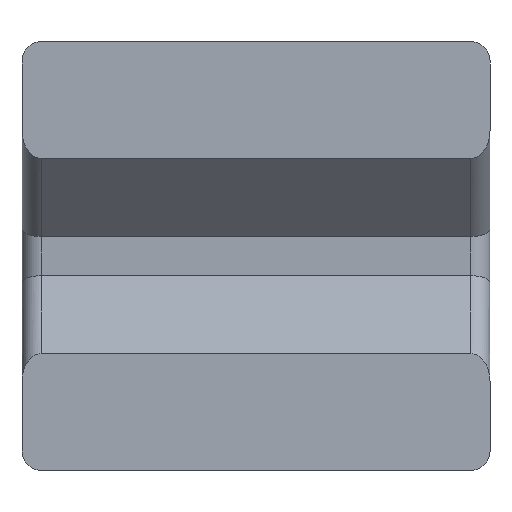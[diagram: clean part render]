
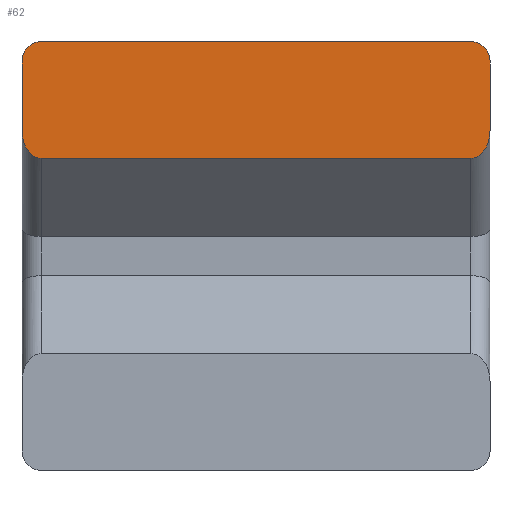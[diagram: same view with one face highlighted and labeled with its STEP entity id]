
A CAD part, top view. The second image highlights one B-rep face of the part: STEP entity #62.
In plain terms, the highlighted planar face has unit normal (0, 0, 1).
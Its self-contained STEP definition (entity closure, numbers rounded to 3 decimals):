
#62=ADVANCED_FACE('',(#198),#200,.T.);
#198=FACE_BOUND('',#199,.T.);
#199=EDGE_LOOP('',(#452,#453,#454,#455,#456,#457,#458,#459));
#200=PLANE('',#201);
#201=AXIS2_PLACEMENT_3D('',#202,#203,#204);
#202=CARTESIAN_POINT('',(12.,5.,6.));
#203=DIRECTION('',(0.,0.,1.));
#204=DIRECTION('',(0.,1.,0.));
#452=ORIENTED_EDGE('',*,*,#627,.F.);
#453=ORIENTED_EDGE('',*,*,#628,.F.);
#454=ORIENTED_EDGE('',*,*,#629,.F.);
#455=ORIENTED_EDGE('',*,*,#630,.F.);
#456=ORIENTED_EDGE('',*,*,#631,.F.);
#457=ORIENTED_EDGE('',*,*,#602,.T.);
#458=ORIENTED_EDGE('',*,*,#632,.F.);
#459=ORIENTED_EDGE('',*,*,#625,.T.);
#602=EDGE_CURVE('',#723,#721,#724,.T.);
#625=EDGE_CURVE('',#762,#760,#763,.T.);
#627=EDGE_CURVE('',#765,#760,#766,.F.);
#628=EDGE_CURVE('',#767,#765,#768,.T.);
#629=EDGE_CURVE('',#769,#767,#770,.F.);
#630=EDGE_CURVE('',#771,#769,#772,.T.);
#631=EDGE_CURVE('',#723,#771,#773,.T.);
#632=EDGE_CURVE('',#762,#721,#774,.F.);
#721=VERTEX_POINT('',#944);
#723=VERTEX_POINT('',#948);
#724=LINE('',#949,#950);
#760=VERTEX_POINT('',#1040);
#762=VERTEX_POINT('',#1044);
#763=LINE('',#1045,#1046);
#765=VERTEX_POINT('',#1051);
#766=CIRCLE('',#1052,1.);
#767=VERTEX_POINT('',#1056);
#768=LINE('',#1057,#1058);
#769=VERTEX_POINT('',#1060);
#770=(BOUNDED_CURVE()B_SPLINE_CURVE(3,
(#1061,#1062,#1063,#1064),
.UNSPECIFIED.,.F.,.F.)B_SPLINE_CURVE_WITH_KNOTS((4,4),
(0.,1.),
.UNSPECIFIED.)CURVE()GEOMETRIC_REPRESENTATION_ITEM()RATIONAL_B_SPLINE_CURVE((1.,
0.805,0.805,1.))REPRESENTATION_ITEM(''));
#771=VERTEX_POINT('',#1065);
#772=LINE('',#1066,#1067);
#773=(BOUNDED_CURVE()B_SPLINE_CURVE(3,
(#1069,#1070,#1071,#1072),
.UNSPECIFIED.,.F.,.F.)B_SPLINE_CURVE_WITH_KNOTS((4,4),
(0.,1.),
.UNSPECIFIED.)CURVE()GEOMETRIC_REPRESENTATION_ITEM()RATIONAL_B_SPLINE_CURVE((1.,
0.805,0.805,1.))REPRESENTATION_ITEM(''));
#774=CIRCLE('',#1073,1.);
#944=CARTESIAN_POINT('',(12.,10.,6.));
#948=CARTESIAN_POINT('',(12.,6.414,6.));
#949=CARTESIAN_POINT('',(12.,6.414,6.));
#950=VECTOR('',#951,1.);
#951=DIRECTION('',(0.,1.,0.));
#1040=CARTESIAN_POINT('',(-11.,11.,6.));
#1044=CARTESIAN_POINT('',(11.,11.,6.));
#1045=CARTESIAN_POINT('',(11.,11.,6.));
#1046=VECTOR('',#1047,1.);
#1047=DIRECTION('',(-1.,0.,0.));
#1051=CARTESIAN_POINT('',(-12.,10.,6.));
#1052=AXIS2_PLACEMENT_3D('',#1053,#1054,#1055);
#1053=CARTESIAN_POINT('',(-11.,10.,6.));
#1054=DIRECTION('',(0.,0.,1.));
#1055=DIRECTION('',(0.,1.,0.));
#1056=CARTESIAN_POINT('',(-12.,6.414,6.));
#1057=CARTESIAN_POINT('',(-12.,6.414,6.));
#1058=VECTOR('',#1059,1.);
#1059=DIRECTION('',(0.,1.,0.));
#1060=CARTESIAN_POINT('',(-11.,5.,6.));
#1061=CARTESIAN_POINT('',(-12.,6.414,6.));
#1062=CARTESIAN_POINT('',(-12.,5.586,6.));
#1063=CARTESIAN_POINT('',(-11.586,5.,6.));
#1064=CARTESIAN_POINT('',(-11.,5.,6.));
#1065=CARTESIAN_POINT('',(11.,5.,6.));
#1066=CARTESIAN_POINT('',(11.,5.,6.));
#1067=VECTOR('',#1068,1.);
#1068=DIRECTION('',(-1.,0.,0.));
#1069=CARTESIAN_POINT('',(12.,6.414,6.));
#1070=CARTESIAN_POINT('',(12.,5.586,6.));
#1071=CARTESIAN_POINT('',(11.586,5.,6.));
#1072=CARTESIAN_POINT('',(11.,5.,6.));
#1073=AXIS2_PLACEMENT_3D('',#1074,#1075,#1076);
#1074=CARTESIAN_POINT('',(11.,10.,6.));
#1075=DIRECTION('',(0.,0.,1.));
#1076=DIRECTION('',(1.,0.,0.));
